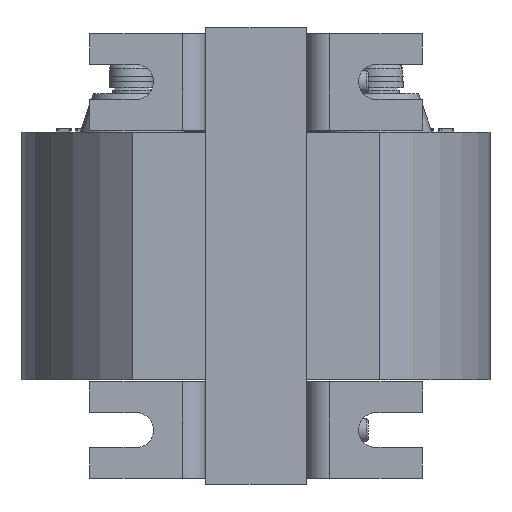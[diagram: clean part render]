
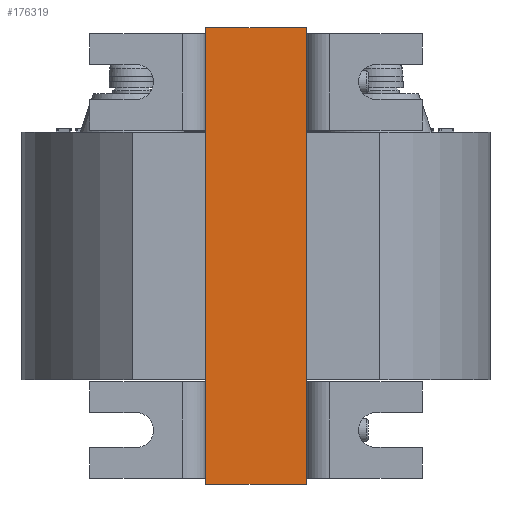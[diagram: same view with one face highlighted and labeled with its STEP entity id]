
A CAD part, front view. The second image highlights one B-rep face of the part: STEP entity #176319.
In plain terms, the highlighted planar face has unit normal (0, -1, 0).
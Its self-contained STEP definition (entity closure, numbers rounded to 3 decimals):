
#207 = EDGE_CURVE ( 'NONE', #25091, #40756, #161943, .T. ) ;
#5919 = VECTOR ( 'NONE', #166501, 1000. ) ;
#10972 = VECTOR ( 'NONE', #108916, 1000. ) ;
#11855 = EDGE_CURVE ( 'NONE', #40756, #46947, #88276, .T. ) ;
#13514 = ORIENTED_EDGE ( 'NONE', *, *, #11855, .F. ) ;
#25091 = VERTEX_POINT ( 'NONE', #108974 ) ;
#25200 = VERTEX_POINT ( 'NONE', #150635 ) ;
#26239 = ORIENTED_EDGE ( 'NONE', *, *, #207, .F. ) ;
#27577 = ORIENTED_EDGE ( 'NONE', *, *, #46049, .T. ) ;
#28453 = AXIS2_PLACEMENT_3D ( 'NONE', #141454, #73848, #169398 ) ;
#30807 = CARTESIAN_POINT ( 'NONE',  ( 59., -25.5, 13. ) ) ;
#33185 = DIRECTION ( 'NONE',  ( 1., 0., 0. ) ) ;
#40756 = VERTEX_POINT ( 'NONE', #158298 ) ;
#46049 = EDGE_CURVE ( 'NONE', #25091, #25200, #147442, .T. ) ;
#46947 = VERTEX_POINT ( 'NONE', #126978 ) ;
#57495 = FACE_OUTER_BOUND ( 'NONE', #75182, .T. ) ;
#58918 = PLANE ( 'NONE',  #28453 ) ;
#64678 = CARTESIAN_POINT ( 'NONE',  ( 59., -25.5, -13. ) ) ;
#73848 = DIRECTION ( 'NONE',  ( 0., 1., 0. ) ) ;
#75182 = EDGE_LOOP ( 'NONE', ( #138764, #13514, #26239, #27577 ) ) ;
#84759 = CARTESIAN_POINT ( 'NONE',  ( -59., -25.5, 13. ) ) ;
#85002 = VECTOR ( 'NONE', #33185, 1000. ) ;
#88276 = LINE ( 'NONE', #163078, #10972 ) ;
#96285 = LINE ( 'NONE', #64678, #132666 ) ;
#102700 = EDGE_CURVE ( 'NONE', #25200, #46947, #96285, .T. ) ;
#108916 = DIRECTION ( 'NONE',  ( 0., 0., -1. ) ) ;
#108974 = CARTESIAN_POINT ( 'NONE',  ( -59., -25.5, 13. ) ) ;
#126978 = CARTESIAN_POINT ( 'NONE',  ( 59., -25.5, -13. ) ) ;
#132666 = VECTOR ( 'NONE', #173964, 1000. ) ;
#138764 = ORIENTED_EDGE ( 'NONE', *, *, #102700, .T. ) ;
#141454 = CARTESIAN_POINT ( 'NONE',  ( 59., -25.5, 13. ) ) ;
#147442 = LINE ( 'NONE', #84759, #5919 ) ;
#150635 = CARTESIAN_POINT ( 'NONE',  ( -59., -25.5, -13. ) ) ;
#158298 = CARTESIAN_POINT ( 'NONE',  ( 59., -25.5, 13. ) ) ;
#161943 = LINE ( 'NONE', #30807, #85002 ) ;
#163078 = CARTESIAN_POINT ( 'NONE',  ( 59., -25.5, 13. ) ) ;
#166501 = DIRECTION ( 'NONE',  ( 0., 0., -1. ) ) ;
#169398 = DIRECTION ( 'NONE',  ( 0., 0., 1. ) ) ;
#173964 = DIRECTION ( 'NONE',  ( 1., 0., 0. ) ) ;
#176319 = ADVANCED_FACE ( 'NONE', ( #57495 ), #58918, .F. ) ;
